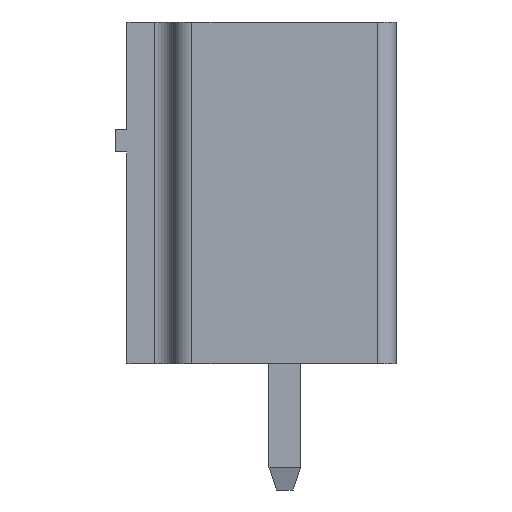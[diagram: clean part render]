
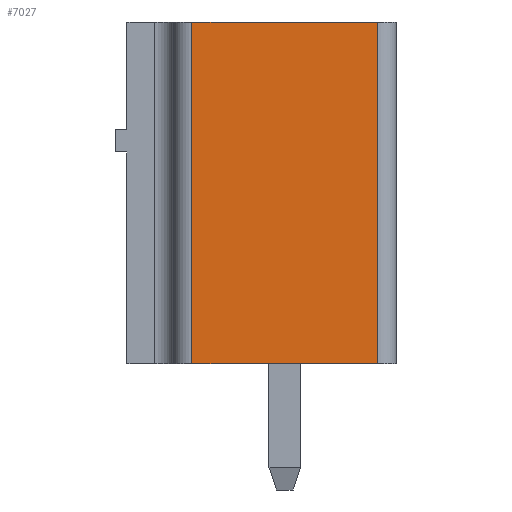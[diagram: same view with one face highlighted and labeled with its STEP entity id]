
A CAD part, left-side view. The second image highlights one B-rep face of the part: STEP entity #7027.
In plain terms, the highlighted planar face has unit normal (-1, 0, 0).
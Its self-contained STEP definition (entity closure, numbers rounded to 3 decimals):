
#44 = PLANE('',#45);
#45 = AXIS2_PLACEMENT_3D('',#46,#47,#48);
#46 = CARTESIAN_POINT('',(-6.9,-3.,0.));
#47 = DIRECTION('',(0.,0.,-1.));
#48 = DIRECTION('',(-1.,0.,0.));
#72 = CYLINDRICAL_SURFACE('',#73,0.5);
#73 = AXIS2_PLACEMENT_3D('',#74,#75,#76);
#74 = CARTESIAN_POINT('',(-6.4,-2.5,0.));
#75 = DIRECTION('',(0.,0.,1.));
#76 = DIRECTION('',(0.,-1.,0.));
#100 = PLANE('',#101);
#101 = AXIS2_PLACEMENT_3D('',#102,#103,#104);
#102 = CARTESIAN_POINT('',(-6.9,-3.,9.2));
#103 = DIRECTION('',(0.,0.,-1.));
#104 = DIRECTION('',(-1.,0.,0.));
#143 = VERTEX_POINT('',#144);
#144 = CARTESIAN_POINT('',(-6.9,-2.5,0.));
#166 = EDGE_CURVE('',#167,#143,#169,.T.);
#167 = VERTEX_POINT('',#168);
#168 = CARTESIAN_POINT('',(-6.9,2.5,0.));
#169 = SURFACE_CURVE('',#170,(#174,#181),.PCURVE_S1.);
#170 = LINE('',#171,#172);
#171 = CARTESIAN_POINT('',(-6.9,3.,0.));
#172 = VECTOR('',#173,1.);
#173 = DIRECTION('',(0.,-1.,0.));
#174 = PCURVE('',#44,#175);
#175 = DEFINITIONAL_REPRESENTATION('',(#176),#180);
#176 = LINE('',#177,#178);
#177 = CARTESIAN_POINT('',(0.,6.));
#178 = VECTOR('',#179,1.);
#179 = DIRECTION('',(0.,-1.));
#180 = ( GEOMETRIC_REPRESENTATION_CONTEXT(2)
PARAMETRIC_REPRESENTATION_CONTEXT() REPRESENTATION_CONTEXT('2D SPACE',''
) );
#181 = PCURVE('',#182,#187);
#182 = PLANE('',#183);
#183 = AXIS2_PLACEMENT_3D('',#184,#185,#186);
#184 = CARTESIAN_POINT('',(-6.9,3.,0.));
#185 = DIRECTION('',(1.,0.,0.));
#186 = DIRECTION('',(0.,-1.,0.));
#187 = DEFINITIONAL_REPRESENTATION('',(#188),#192);
#188 = LINE('',#189,#190);
#189 = CARTESIAN_POINT('',(0.,0.));
#190 = VECTOR('',#191,1.);
#191 = DIRECTION('',(1.,0.));
#192 = ( GEOMETRIC_REPRESENTATION_CONTEXT(2)
PARAMETRIC_REPRESENTATION_CONTEXT() REPRESENTATION_CONTEXT('2D SPACE',''
) );
#215 = CYLINDRICAL_SURFACE('',#216,0.5);
#216 = AXIS2_PLACEMENT_3D('',#217,#218,#219);
#217 = CARTESIAN_POINT('',(-6.4,2.5,0.));
#218 = DIRECTION('',(0.,0.,1.));
#219 = DIRECTION('',(0.,1.,0.));
#1788 = EDGE_CURVE('',#143,#1789,#1791,.T.);
#1789 = VERTEX_POINT('',#1790);
#1790 = CARTESIAN_POINT('',(-6.9,-2.5,9.2));
#1791 = SURFACE_CURVE('',#1792,(#1796,#1803),.PCURVE_S1.);
#1792 = LINE('',#1793,#1794);
#1793 = CARTESIAN_POINT('',(-6.9,-2.5,0.));
#1794 = VECTOR('',#1795,1.);
#1795 = DIRECTION('',(0.,0.,1.));
#1796 = PCURVE('',#72,#1797);
#1797 = DEFINITIONAL_REPRESENTATION('',(#1798),#1802);
#1798 = LINE('',#1799,#1800);
#1799 = CARTESIAN_POINT('',(-1.571,0.));
#1800 = VECTOR('',#1801,1.);
#1801 = DIRECTION('',(0.,1.));
#1802 = ( GEOMETRIC_REPRESENTATION_CONTEXT(2)
PARAMETRIC_REPRESENTATION_CONTEXT() REPRESENTATION_CONTEXT('2D SPACE',''
) );
#1803 = PCURVE('',#182,#1804);
#1804 = DEFINITIONAL_REPRESENTATION('',(#1805),#1809);
#1805 = LINE('',#1806,#1807);
#1806 = CARTESIAN_POINT('',(5.5,0.));
#1807 = VECTOR('',#1808,1.);
#1808 = DIRECTION('',(0.,-1.));
#1809 = ( GEOMETRIC_REPRESENTATION_CONTEXT(2)
PARAMETRIC_REPRESENTATION_CONTEXT() REPRESENTATION_CONTEXT('2D SPACE',''
) );
#1893 = EDGE_CURVE('',#1894,#1789,#1896,.T.);
#1894 = VERTEX_POINT('',#1895);
#1895 = CARTESIAN_POINT('',(-6.9,2.5,9.2));
#1896 = SURFACE_CURVE('',#1897,(#1901,#1908),.PCURVE_S1.);
#1897 = LINE('',#1898,#1899);
#1898 = CARTESIAN_POINT('',(-6.9,3.,9.2));
#1899 = VECTOR('',#1900,1.);
#1900 = DIRECTION('',(0.,-1.,0.));
#1901 = PCURVE('',#100,#1902);
#1902 = DEFINITIONAL_REPRESENTATION('',(#1903),#1907);
#1903 = LINE('',#1904,#1905);
#1904 = CARTESIAN_POINT('',(0.,6.));
#1905 = VECTOR('',#1906,1.);
#1906 = DIRECTION('',(0.,-1.));
#1907 = ( GEOMETRIC_REPRESENTATION_CONTEXT(2)
PARAMETRIC_REPRESENTATION_CONTEXT() REPRESENTATION_CONTEXT('2D SPACE',''
) );
#1908 = PCURVE('',#182,#1909);
#1909 = DEFINITIONAL_REPRESENTATION('',(#1910),#1914);
#1910 = LINE('',#1911,#1912);
#1911 = CARTESIAN_POINT('',(0.,-9.2));
#1912 = VECTOR('',#1913,1.);
#1913 = DIRECTION('',(1.,0.));
#1914 = ( GEOMETRIC_REPRESENTATION_CONTEXT(2)
PARAMETRIC_REPRESENTATION_CONTEXT() REPRESENTATION_CONTEXT('2D SPACE',''
) );
#7027 = ADVANCED_FACE('',(#7028),#182,.F.);
#7028 = FACE_BOUND('',#7029,.F.);
#7029 = EDGE_LOOP('',(#7030,#7031,#7052,#7053));
#7030 = ORIENTED_EDGE('',*,*,#166,.F.);
#7031 = ORIENTED_EDGE('',*,*,#7032,.T.);
#7032 = EDGE_CURVE('',#167,#1894,#7033,.T.);
#7033 = SURFACE_CURVE('',#7034,(#7038,#7045),.PCURVE_S1.);
#7034 = LINE('',#7035,#7036);
#7035 = CARTESIAN_POINT('',(-6.9,2.5,0.));
#7036 = VECTOR('',#7037,1.);
#7037 = DIRECTION('',(0.,0.,1.));
#7038 = PCURVE('',#182,#7039);
#7039 = DEFINITIONAL_REPRESENTATION('',(#7040),#7044);
#7040 = LINE('',#7041,#7042);
#7041 = CARTESIAN_POINT('',(0.5,0.));
#7042 = VECTOR('',#7043,1.);
#7043 = DIRECTION('',(0.,-1.));
#7044 = ( GEOMETRIC_REPRESENTATION_CONTEXT(2)
PARAMETRIC_REPRESENTATION_CONTEXT() REPRESENTATION_CONTEXT('2D SPACE',''
) );
#7045 = PCURVE('',#215,#7046);
#7046 = DEFINITIONAL_REPRESENTATION('',(#7047),#7051);
#7047 = LINE('',#7048,#7049);
#7048 = CARTESIAN_POINT('',(1.571,0.));
#7049 = VECTOR('',#7050,1.);
#7050 = DIRECTION('',(0.,1.));
#7051 = ( GEOMETRIC_REPRESENTATION_CONTEXT(2)
PARAMETRIC_REPRESENTATION_CONTEXT() REPRESENTATION_CONTEXT('2D SPACE',''
) );
#7052 = ORIENTED_EDGE('',*,*,#1893,.T.);
#7053 = ORIENTED_EDGE('',*,*,#1788,.F.);
